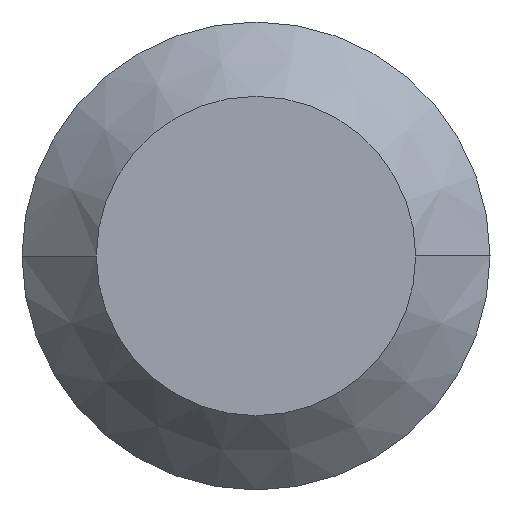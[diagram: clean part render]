
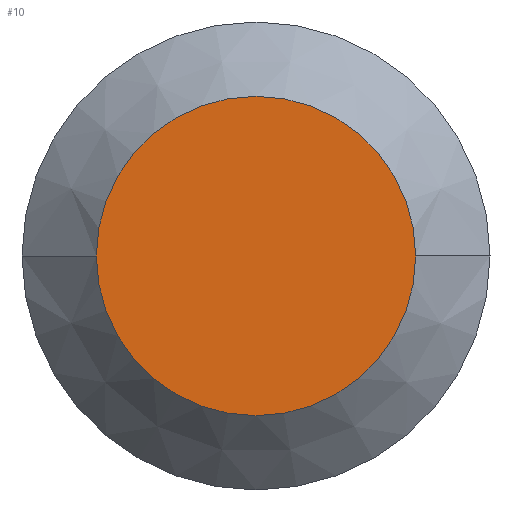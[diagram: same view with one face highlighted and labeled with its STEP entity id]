
A CAD part, left-side view. The second image highlights one B-rep face of the part: STEP entity #10.
In plain terms, the highlighted planar face has unit normal (-1, 0, 0).
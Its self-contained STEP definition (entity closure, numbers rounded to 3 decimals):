
#10 = ADVANCED_FACE ( 'NONE', ( #262 ), #310, .T. ) ;
#15 = ORIENTED_EDGE ( 'NONE', *, *, #24, .F. ) ;
#19 = DIRECTION ( 'NONE',  ( -1., 0., 0. ) ) ;
#24 = EDGE_CURVE ( 'NONE', #292, #313, #242, .T. ) ;
#66 = AXIS2_PLACEMENT_3D ( 'NONE', #176, #19, #143 ) ;
#102 = CARTESIAN_POINT ( 'NONE',  ( 0., -1.365, 0. ) ) ;
#117 = DIRECTION ( 'NONE',  ( 0., 1., 0. ) ) ;
#143 = DIRECTION ( 'NONE',  ( 0., -1., 0. ) ) ;
#153 = CARTESIAN_POINT ( 'NONE',  ( 0., 0., 0. ) ) ;
#162 = CARTESIAN_POINT ( 'NONE',  ( 0., 1.365, 0. ) ) ;
#169 = CIRCLE ( 'NONE', #232, 1.365 ) ;
#176 = CARTESIAN_POINT ( 'NONE',  ( 0., 0., 0. ) ) ;
#184 = EDGE_CURVE ( 'NONE', #313, #292, #169, .T. ) ;
#185 = DIRECTION ( 'NONE',  ( 0., 1., 0. ) ) ;
#190 = AXIS2_PLACEMENT_3D ( 'NONE', #373, #246, #117 ) ;
#194 = EDGE_LOOP ( 'NONE', ( #314, #15 ) ) ;
#232 = AXIS2_PLACEMENT_3D ( 'NONE', #153, #377, #185 ) ;
#242 = CIRCLE ( 'NONE', #190, 1.365 ) ;
#246 = DIRECTION ( 'NONE',  ( 1., 0., 0. ) ) ;
#262 = FACE_OUTER_BOUND ( 'NONE', #194, .T. ) ;
#292 = VERTEX_POINT ( 'NONE', #102 ) ;
#310 = PLANE ( 'NONE',  #66 ) ;
#313 = VERTEX_POINT ( 'NONE', #162 ) ;
#314 = ORIENTED_EDGE ( 'NONE', *, *, #184, .F. ) ;
#373 = CARTESIAN_POINT ( 'NONE',  ( 0., 0., 0. ) ) ;
#377 = DIRECTION ( 'NONE',  ( 1., 0., 0. ) ) ;
